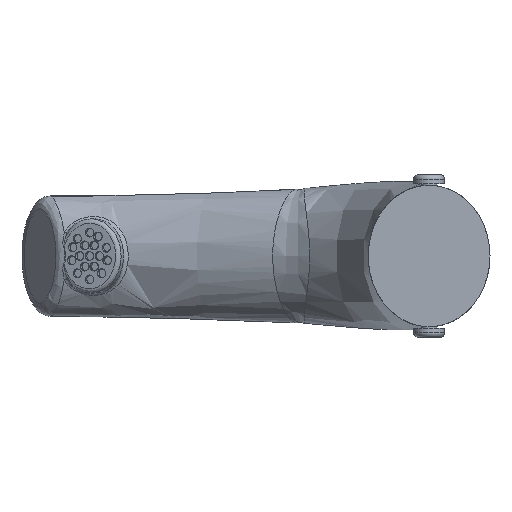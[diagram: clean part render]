
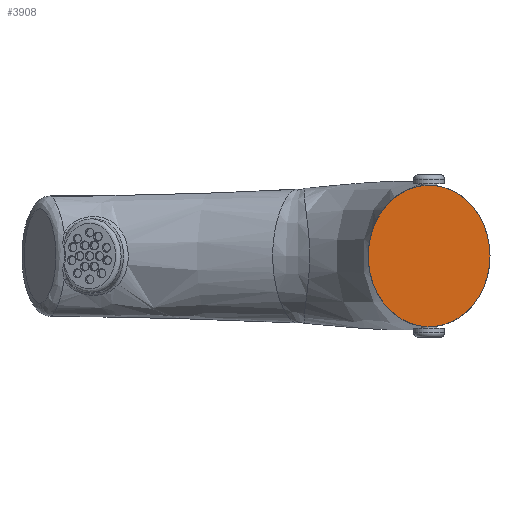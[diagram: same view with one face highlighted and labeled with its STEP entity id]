
A CAD part, front view. The second image highlights one B-rep face of the part: STEP entity #3908.
In plain terms, the highlighted planar face has unit normal (0, -1, 0).
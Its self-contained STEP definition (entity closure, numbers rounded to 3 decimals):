
#2104=CARTESIAN_POINT('',(42.,-40.0,-16.36));
#2105=VERTEX_POINT('',#2104);
#2106=CARTESIAN_POINT('',(42.,-40.0,0.0));
#2107=DIRECTION('',(0.0,1.0,0.0));
#2108=DIRECTION('',(0.0,0.0,1.0));
#2109=AXIS2_PLACEMENT_3D('',#2106,#2107,#2108);
#2110=ELLIPSE('',#2109,16.36,14.077);
#2111=EDGE_CURVE('',#2105,#2105,#2110,.T.);
#3900=CARTESIAN_POINT('',(42.,-40.0,0.0));
#3901=DIRECTION('',(0.0,1.0,0.0));
#3902=DIRECTION('',(0.0,0.0,1.0));
#3903=AXIS2_PLACEMENT_3D('',#3900,#3901,#3902);
#3904=PLANE('',#3903);
#3905=ORIENTED_EDGE('',*,*,#2111,.F.);
#3906=EDGE_LOOP('',(#3905));
#3907=FACE_OUTER_BOUND('',#3906,.T.);
#3908=ADVANCED_FACE('',(#3907),#3904,.F.);
